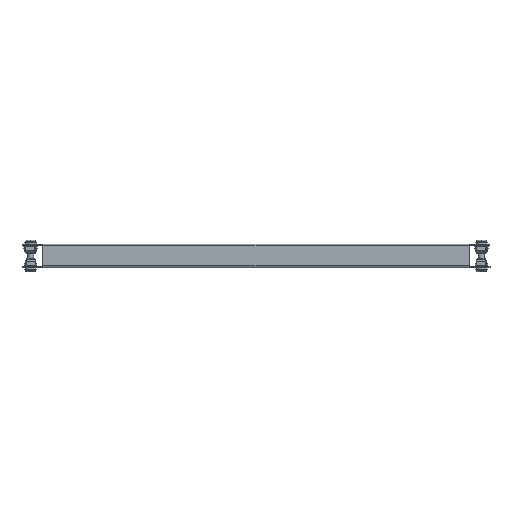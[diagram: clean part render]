
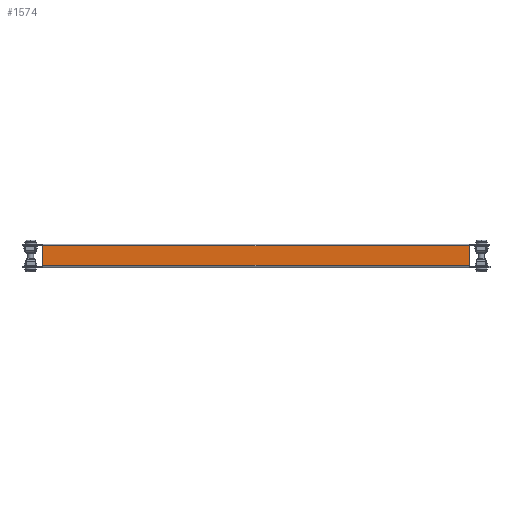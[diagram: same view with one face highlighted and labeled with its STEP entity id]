
A CAD part, front view. The second image highlights one B-rep face of the part: STEP entity #1574.
In plain terms, the highlighted planar face has unit normal (0, -1, 0).
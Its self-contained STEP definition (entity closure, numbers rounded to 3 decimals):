
#405 = DIRECTION ( 'NONE',  ( -1., 0., 0. ) ) ;
#965 = VECTOR ( 'NONE', #7378, 1000. ) ;
#1446 = VERTEX_POINT ( 'NONE', #9476 ) ;
#1574 = ADVANCED_FACE ( 'NONE', ( #7072 ), #7389, .F. ) ;
#1883 = DIRECTION ( 'NONE',  ( -1., 0., 0. ) ) ;
#1995 = EDGE_CURVE ( 'NONE', #7805, #6636, #7142, .T. ) ;
#2238 = CARTESIAN_POINT ( 'NONE',  ( -220., -22.225, 21.6 ) ) ;
#2297 = DIRECTION ( 'NONE',  ( 0., 0., 1. ) ) ;
#2763 = EDGE_LOOP ( 'NONE', ( #7457, #4137, #5185, #9006 ) ) ;
#3284 = VERTEX_POINT ( 'NONE', #8618 ) ;
#3440 = LINE ( 'NONE', #3527, #4375 ) ;
#3527 = CARTESIAN_POINT ( 'NONE',  ( -220., -22.225, 1.3 ) ) ;
#3536 = CARTESIAN_POINT ( 'NONE',  ( 0., -22.225, 21.6 ) ) ;
#4137 = ORIENTED_EDGE ( 'NONE', *, *, #8586, .T. ) ;
#4369 = EDGE_CURVE ( 'NONE', #3284, #1446, #3440, .T. ) ;
#4375 = VECTOR ( 'NONE', #405, 1000. ) ;
#4412 = CARTESIAN_POINT ( 'NONE',  ( -220., -22.225, 0. ) ) ;
#4423 = DIRECTION ( 'NONE',  ( 0., 1., 0. ) ) ;
#4827 = DIRECTION ( 'NONE',  ( 0., 0., 1. ) ) ;
#5185 = ORIENTED_EDGE ( 'NONE', *, *, #1995, .T. ) ;
#5291 = CARTESIAN_POINT ( 'NONE',  ( 0., -22.225, 0. ) ) ;
#5815 = LINE ( 'NONE', #7702, #9515 ) ;
#6636 = VERTEX_POINT ( 'NONE', #2238 ) ;
#6799 = VECTOR ( 'NONE', #1883, 1000. ) ;
#6947 = LINE ( 'NONE', #4412, #965 ) ;
#7072 = FACE_OUTER_BOUND ( 'NONE', #2763, .T. ) ;
#7142 = LINE ( 'NONE', #3536, #6799 ) ;
#7378 = DIRECTION ( 'NONE',  ( 0., 0., -1. ) ) ;
#7389 = PLANE ( 'NONE',  #8533 ) ;
#7457 = ORIENTED_EDGE ( 'NONE', *, *, #4369, .F. ) ;
#7702 = CARTESIAN_POINT ( 'NONE',  ( 220., -22.225, 0. ) ) ;
#7805 = VERTEX_POINT ( 'NONE', #8149 ) ;
#8149 = CARTESIAN_POINT ( 'NONE',  ( 220., -22.225, 21.6 ) ) ;
#8533 = AXIS2_PLACEMENT_3D ( 'NONE', #5291, #4423, #2297 ) ;
#8586 = EDGE_CURVE ( 'NONE', #3284, #7805, #5815, .T. ) ;
#8618 = CARTESIAN_POINT ( 'NONE',  ( 220., -22.225, 1.3 ) ) ;
#9006 = ORIENTED_EDGE ( 'NONE', *, *, #9072, .T. ) ;
#9072 = EDGE_CURVE ( 'NONE', #6636, #1446, #6947, .T. ) ;
#9476 = CARTESIAN_POINT ( 'NONE',  ( -220., -22.225, 1.3 ) ) ;
#9515 = VECTOR ( 'NONE', #4827, 1000. ) ;
